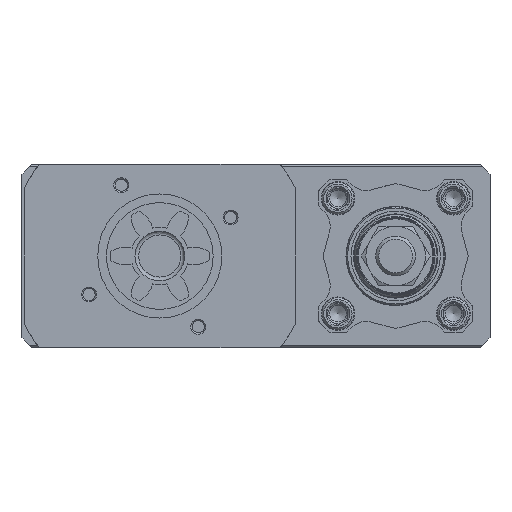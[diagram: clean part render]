
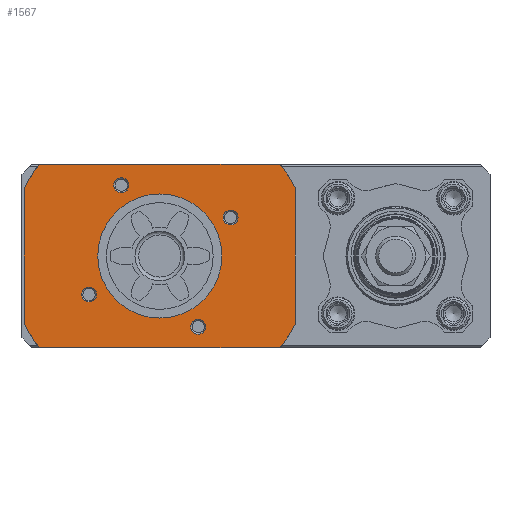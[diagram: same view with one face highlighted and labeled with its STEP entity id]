
A CAD part, left-side view. The second image highlights one B-rep face of the part: STEP entity #1567.
In plain terms, the highlighted face is planar.
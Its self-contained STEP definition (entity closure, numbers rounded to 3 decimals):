
#1567 = ADVANCED_FACE( '', ( #3181, #3182, #3183, #3184, #3185, #3186 ), #3187, .T. );
#3181 = FACE_BOUND( '', #4768, .T. );
#3182 = FACE_BOUND( '', #4769, .T. );
#3183 = FACE_BOUND( '', #4770, .T. );
#3184 = FACE_BOUND( '', #4771, .T. );
#3185 = FACE_BOUND( '', #4772, .T. );
#3186 = FACE_OUTER_BOUND( '', #4773, .T. );
#3187 = PLANE( '', #4774 );
#4768 = EDGE_LOOP( '', ( #8475 ) );
#4769 = EDGE_LOOP( '', ( #8476 ) );
#4770 = EDGE_LOOP( '', ( #8477 ) );
#4771 = EDGE_LOOP( '', ( #8478 ) );
#4772 = EDGE_LOOP( '', ( #8479 ) );
#4773 = EDGE_LOOP( '', ( #8480, #8481, #8482, #8483, #8484, #8485, #8486, #8487 ) );
#4774 = AXIS2_PLACEMENT_3D( '', #8488, #8489, #8490 );
#8475 = ORIENTED_EDGE( '', *, *, #9599, .T. );
#8476 = ORIENTED_EDGE( '', *, *, #9746, .T. );
#8477 = ORIENTED_EDGE( '', *, *, #10057, .T. );
#8478 = ORIENTED_EDGE( '', *, *, #8901, .T. );
#8479 = ORIENTED_EDGE( '', *, *, #9068, .F. );
#8480 = ORIENTED_EDGE( '', *, *, #9737, .F. );
#8481 = ORIENTED_EDGE( '', *, *, #9805, .T. );
#8482 = ORIENTED_EDGE( '', *, *, #10032, .F. );
#8483 = ORIENTED_EDGE( '', *, *, #10144, .T. );
#8484 = ORIENTED_EDGE( '', *, *, #10133, .F. );
#8485 = ORIENTED_EDGE( '', *, *, #8948, .T. );
#8486 = ORIENTED_EDGE( '', *, *, #9969, .F. );
#8487 = ORIENTED_EDGE( '', *, *, #8721, .T. );
#8488 = CARTESIAN_POINT( '', ( 0., 95., 13. ) );
#8489 = DIRECTION( '', ( 0., 0., 1. ) );
#8490 = DIRECTION( '', ( 1., 0., 0. ) );
#8721 = EDGE_CURVE( '', #10204, #10202, #10205, .T. );
#8901 = EDGE_CURVE( '', #10516, #10516, #10517, .T. );
#8948 = EDGE_CURVE( '', #10598, #10596, #10599, .T. );
#9068 = EDGE_CURVE( '', #10796, #10796, #10797, .T. );
#9599 = EDGE_CURVE( '', #11631, #11631, #11632, .T. );
#9737 = EDGE_CURVE( '', #11819, #10202, #11820, .T. );
#9746 = EDGE_CURVE( '', #11831, #11831, #11832, .T. );
#9805 = EDGE_CURVE( '', #11819, #11912, #11913, .T. );
#9969 = EDGE_CURVE( '', #10204, #10596, #12121, .T. );
#10032 = EDGE_CURVE( '', #12193, #11912, #12194, .T. );
#10057 = EDGE_CURVE( '', #12224, #12224, #12225, .T. );
#10133 = EDGE_CURVE( '', #10598, #12308, #12309, .T. );
#10144 = EDGE_CURVE( '', #12193, #12308, #12320, .T. );
#10202 = VERTEX_POINT( '', #12396 );
#10204 = VERTEX_POINT( '', #12399 );
#10205 = CIRCLE( '', #12400, 61. );
#10516 = VERTEX_POINT( '', #12819 );
#10517 = CIRCLE( '', #12820, 3. );
#10596 = VERTEX_POINT( '', #12937 );
#10598 = VERTEX_POINT( '', #12940 );
#10599 = CIRCLE( '', #12941, 61. );
#10796 = VERTEX_POINT( '', #13200 );
#10797 = CIRCLE( '', #13201, 25. );
#11631 = VERTEX_POINT( '', #14288 );
#11632 = CIRCLE( '', #14289, 3. );
#11819 = VERTEX_POINT( '', #14609 );
#11820 = LINE( '', #14610, #14611 );
#11831 = VERTEX_POINT( '', #14624 );
#11832 = CIRCLE( '', #14625, 3. );
#11912 = VERTEX_POINT( '', #14736 );
#11913 = CIRCLE( '', #14737, 61. );
#12121 = LINE( '', #15013, #15014 );
#12193 = VERTEX_POINT( '', #15112 );
#12194 = LINE( '', #15113, #15114 );
#12224 = VERTEX_POINT( '', #15152 );
#12225 = CIRCLE( '', #15153, 3. );
#12308 = VERTEX_POINT( '', #15252 );
#12309 = LINE( '', #15253, #15254 );
#12320 = CIRCLE( '', #15267, 61. );
#12396 = CARTESIAN_POINT( '', ( -37., 143.497, 13. ) );
#12399 = CARTESIAN_POINT( '', ( -27.4, 149.5, 13. ) );
#12400 = AXIS2_PLACEMENT_3D( '', #15314, #15315, #15316 );
#12819 = CARTESIAN_POINT( '', ( 25.5, 110.5, 13. ) );
#12820 = AXIS2_PLACEMENT_3D( '', #15557, #15558, #15559 );
#12937 = CARTESIAN_POINT( '', ( 27.4, 149.5, 13. ) );
#12940 = CARTESIAN_POINT( '', ( 37., 143.497, 13. ) );
#12941 = AXIS2_PLACEMENT_3D( '', #15623, #15624, #15625 );
#13200 = CARTESIAN_POINT( '', ( 25., 95., 13. ) );
#13201 = AXIS2_PLACEMENT_3D( '', #15782, #15783, #15784 );
#14288 = CARTESIAN_POINT( '', ( 12.5, 66.5, 13. ) );
#14289 = AXIS2_PLACEMENT_3D( '', #16475, #16476, #16477 );
#14609 = CARTESIAN_POINT( '', ( -37., 46.503, 13. ) );
#14610 = CARTESIAN_POINT( '', ( -37., 95., 13. ) );
#14611 = VECTOR( '', #16606, 1000. );
#14624 = CARTESIAN_POINT( '', ( -31.5, 79.5, 13. ) );
#14625 = AXIS2_PLACEMENT_3D( '', #16618, #16619, #16620 );
#14736 = CARTESIAN_POINT( '', ( -27.4, 40.5, 13. ) );
#14737 = AXIS2_PLACEMENT_3D( '', #16680, #16681, #16682 );
#15013 = CARTESIAN_POINT( '', ( 0., 149.5, 13. ) );
#15014 = VECTOR( '', #16902, 1000. );
#15112 = CARTESIAN_POINT( '', ( 27.4, 40.5, 13. ) );
#15113 = CARTESIAN_POINT( '', ( 0., 40.5, 13. ) );
#15114 = VECTOR( '', #16968, 1000. );
#15152 = CARTESIAN_POINT( '', ( -18.5, 123.5, 13. ) );
#15153 = AXIS2_PLACEMENT_3D( '', #16986, #16987, #16988 );
#15252 = CARTESIAN_POINT( '', ( 37., 46.503, 13. ) );
#15253 = CARTESIAN_POINT( '', ( 37., 95., 13. ) );
#15254 = VECTOR( '', #17042, 1000. );
#15267 = AXIS2_PLACEMENT_3D( '', #17045, #17046, #17047 );
#15314 = CARTESIAN_POINT( '', ( 0., 95., 13. ) );
#15315 = DIRECTION( '', ( 0., 0., 1. ) );
#15316 = DIRECTION( '', ( 1., 0., 0. ) );
#15557 = CARTESIAN_POINT( '', ( 28.5, 110.5, 13. ) );
#15558 = DIRECTION( '', ( 0., 0., -1. ) );
#15559 = DIRECTION( '', ( -1., 0., 0. ) );
#15623 = CARTESIAN_POINT( '', ( 0., 95., 13. ) );
#15624 = DIRECTION( '', ( 0., 0., 1. ) );
#15625 = DIRECTION( '', ( 1., 0., 0. ) );
#15782 = CARTESIAN_POINT( '', ( 0., 95., 13. ) );
#15783 = DIRECTION( '', ( 0., 0., 1. ) );
#15784 = DIRECTION( '', ( 1., 0., 0. ) );
#16475 = CARTESIAN_POINT( '', ( 15.5, 66.5, 13. ) );
#16476 = DIRECTION( '', ( 0., 0., -1. ) );
#16477 = DIRECTION( '', ( -1., 0., 0. ) );
#16606 = DIRECTION( '', ( 0., 1., 0. ) );
#16618 = CARTESIAN_POINT( '', ( -28.5, 79.5, 13. ) );
#16619 = DIRECTION( '', ( 0., 0., -1. ) );
#16620 = DIRECTION( '', ( -1., 0., 0. ) );
#16680 = CARTESIAN_POINT( '', ( 0., 95., 13. ) );
#16681 = DIRECTION( '', ( 0., 0., 1. ) );
#16682 = DIRECTION( '', ( 1., 0., 0. ) );
#16902 = DIRECTION( '', ( 1., 0., 0. ) );
#16968 = DIRECTION( '', ( -1., 0., 0. ) );
#16986 = CARTESIAN_POINT( '', ( -15.5, 123.5, 13. ) );
#16987 = DIRECTION( '', ( 0., 0., -1. ) );
#16988 = DIRECTION( '', ( -1., 0., 0. ) );
#17042 = DIRECTION( '', ( 0., -1., 0. ) );
#17045 = CARTESIAN_POINT( '', ( 0., 95., 13. ) );
#17046 = DIRECTION( '', ( 0., 0., 1. ) );
#17047 = DIRECTION( '', ( 1., 0., 0. ) );
